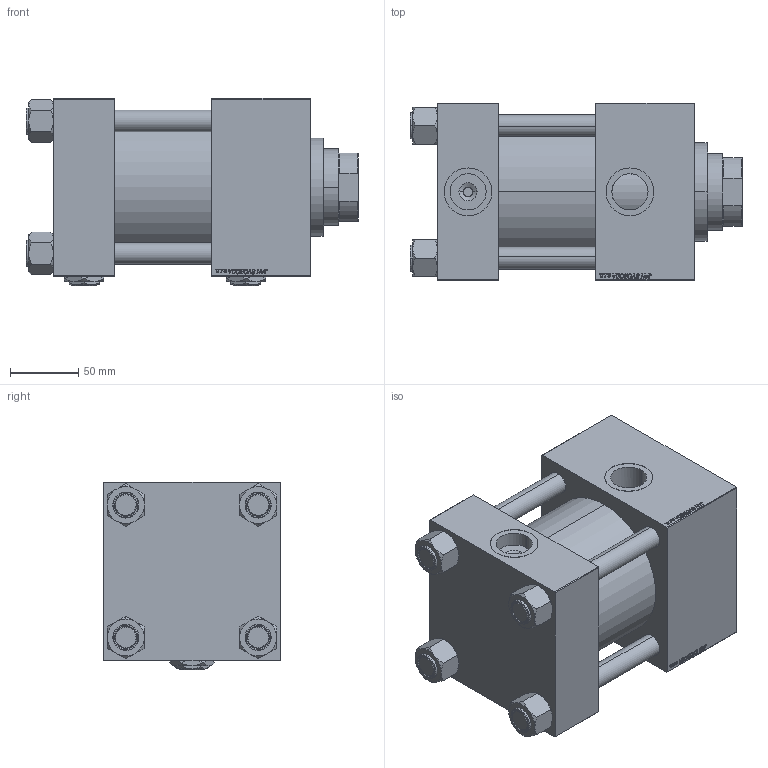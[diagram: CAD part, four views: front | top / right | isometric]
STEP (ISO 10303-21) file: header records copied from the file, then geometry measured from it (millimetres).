
FILE_DESCRIPTION (( 'STEP AP203' ), '1' );
FILE_NAME ('58d1.STEP', '2023-09-06T11:43:16', ( '' ), ( '' ), 'SwSTEP 2.0', 'SolidWorks 2019', '' );
FILE_SCHEMA (( 'CONFIG_CONTROL_DESIGN' ));
Length unit declared in the file: millimetre
Products named in the file (7): V215_VC_A 14f7602cc6f8c8f88d5a3055a4cc96da; V215CR_C_TYCINKA 14f7602cc6f8c8f88d5a3055a4cc96da; V215CR_VCP_C 14f7602cc6f8c8f88d5a3055a4cc96da; Zatka_pro_OIL_PORT 14f7602cc6f8c8f88d5a3055a4cc96da; 58d1; NUT_M5_C 14f7602cc6f8c8f88d5a3055a4cc96da; V215CR_C_Body 14f7602cc6f8c8f88d5a3055a4cc96da
Assembly tree (13 placements, depth 2):
  58d1
    V215CR_C_Body 14f7602cc6f8c8f88d5a3055a4cc96da
    V215CR_VCP_C 14f7602cc6f8c8f88d5a3055a4cc96da
    NUT_M5_C 14f7602cc6f8c8f88d5a3055a4cc96da  x4
    V215CR_C_TYCINKA 14f7602cc6f8c8f88d5a3055a4cc96da  x4
    V215_VC_A 14f7602cc6f8c8f88d5a3055a4cc96da
    Zatka_pro_OIL_PORT 14f7602cc6f8c8f88d5a3055a4cc96da  x2
Bounding box: 243 x 130 x 137 mm (x, y, z)
Volume: 2460902.4 mm3; surface area: 340431.5 mm2
Topology: 13 solids, 13 shells, 1297 faces, 3264 edges, 2115 vertices
Faces by surface type: plane 621, bspline 392, cone 178, cylinder 98, torus 8
Entity records: 52827 total; most frequent: CARTESIAN_POINT 27933, ORIENTED_EDGE 5600, DIRECTION 3632, EDGE_CURVE 2800, VERTEX_POINT 1835, VECTOR 1656, LINE 1656, EDGE_LOOP 1235
